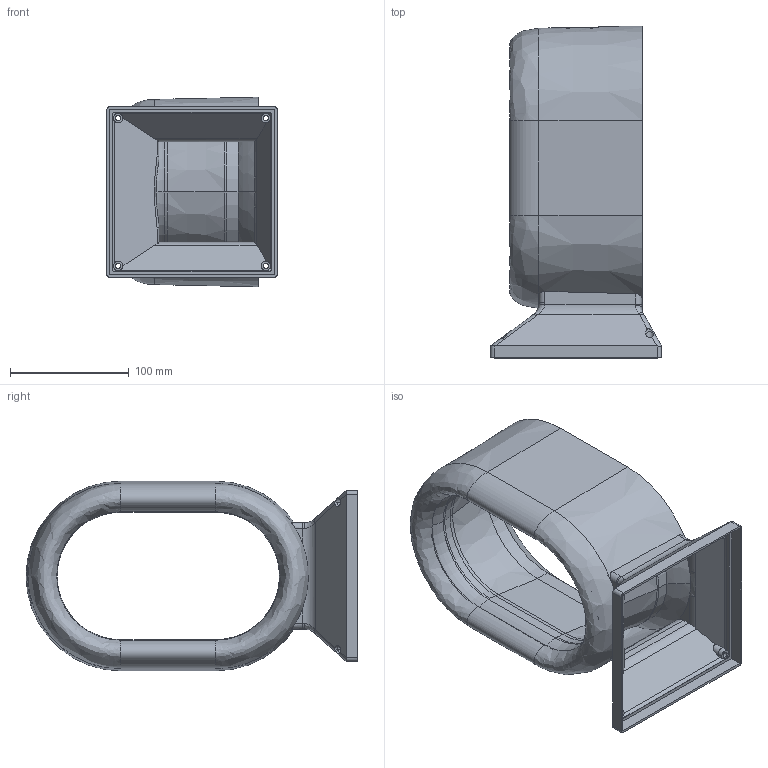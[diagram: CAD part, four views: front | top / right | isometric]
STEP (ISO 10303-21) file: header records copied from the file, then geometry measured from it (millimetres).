
FILE_DESCRIPTION (( 'STEP AP214' ), '1' );
FILE_NAME ('OnePiece.STEP', '2016-06-26T13:57:26', ( '' ), ( '' ), 'SwSTEP 2.0', 'SolidWorks 2015', '' );
FILE_SCHEMA (( 'AUTOMOTIVE_DESIGN' ));
Length unit declared in the file: millimetre
Products named in the file (4): top180; onder180; OnePiece; recht
Assembly tree (4 placements, depth 2):
  OnePiece
    onder180
    recht  x2
    top180
Bounding box: 144 x 280 x 160 mm (x, y, z)
Volume: 375553.1 mm3; surface area: 337398.8 mm2
Topology: 4 solids, 4 shells, 350 faces, 1007 edges, 653 vertices
Faces by surface type: plane 108, cylinder 99, torus 77, bspline 40, cone 26
Entity records: 12229 total; most frequent: CARTESIAN_POINT 4139, ORIENTED_EDGE 1792, DIRECTION 1618, EDGE_CURVE 896, AXIS2_PLACEMENT_3D 666, VERTEX_POINT 579, CIRCLE 380, EDGE_LOOP 329
